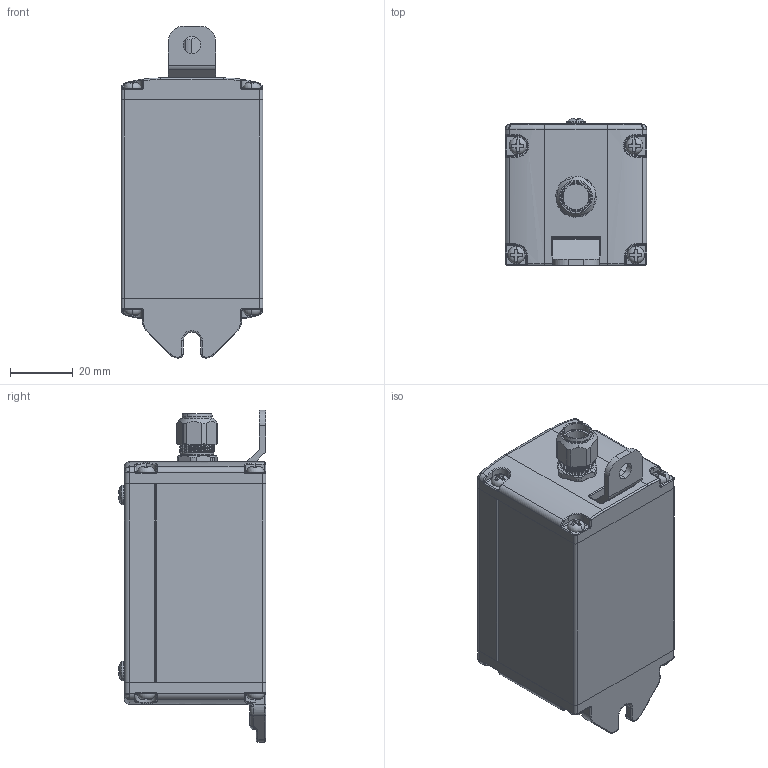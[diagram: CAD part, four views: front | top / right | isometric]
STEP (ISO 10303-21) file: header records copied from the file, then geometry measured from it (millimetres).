
FILE_DESCRIPTION (( 'STEP AP203' ), '1' );
FILE_NAME ('R4B-103-STP.step', '2025-07-22T09:40:55', ( '' ), ( '' ), 'SwSTEP 2.0', 'SolidWorks 2020', '' );
FILE_SCHEMA (( 'CONFIG_CONTROL_DESIGN' ));
Length unit declared in the file: millimetre
Products named in the file (10): SBOX(F)4545_Cap_HP(A抜き勾配無し); R4B-103-STP; H08-0032-CL903_LN-WS10M-1; SBOX(F)4545_Lid Frame_HP(墴杢1僆儉儘儞); 兽草霓彫燃轒3-1; 十字穴付ﾅﾍﾞ小ﾈｼﾞ M3× (ｽﾃﾝﾚｽ)-1; SBOX(F)4545_Cap_HP(B抜き勾配無し); H08-0032-CL901_OA-WS10M-65／80-1; SBOX(F)4545_Bracket-1; SBOX(F)4545_Main Frame_HP(非常停止1)
Assembly tree (17 placements, depth 2):
  R4B-103-STP
    SBOX(F)4545_Main Frame_HP(非常停止1)
    SBOX(F)4545_Cap_HP(B抜き勾配無し)
    SBOX(F)4545_Cap_HP(A抜き勾配無し)
    SBOX(F)4545_Lid Frame_HP(墴杢1僆儉儘儞)
    SBOX(F)4545_Bracket-1
    兽草霓彫燃轒3-1  x2
    十字穴付ﾅﾍﾞ小ﾈｼﾞ M3× (ｽﾃﾝﾚｽ)-1  x8
    H08-0032-CL901_OA-WS10M-65／80-1
    H08-0032-CL903_LN-WS10M-1
Bounding box: 45 x 46.85 x 105.5 mm (x, y, z)
Volume: 65891.6 mm3; surface area: 44356.1 mm2
Topology: 15 solids, 22 shells, 935 faces, 2375 edges, 1483 vertices
Faces by surface type: plane 341, cylinder 327, torus 133, bspline 76, cone 50, sphere 8
Entity records: 30573 total; most frequent: CARTESIAN_POINT 11602, DIRECTION 3817, ORIENTED_EDGE 3728, EDGE_CURVE 1881, AXIS2_PLACEMENT_3D 1549, VERTEX_POINT 1165, CIRCLE 855, EDGE_LOOP 801
